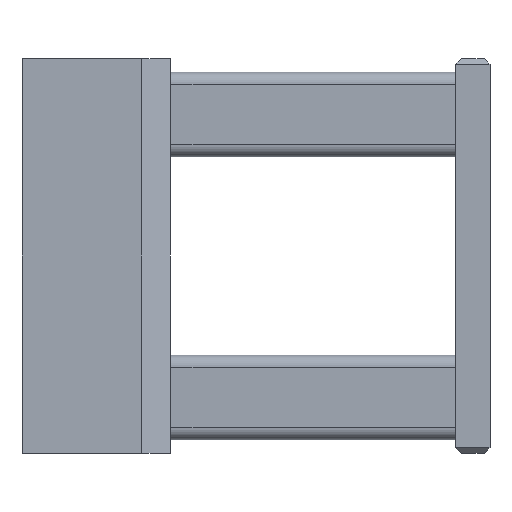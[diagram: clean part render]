
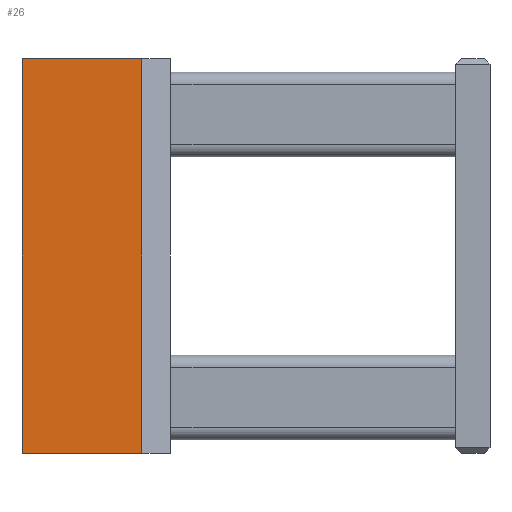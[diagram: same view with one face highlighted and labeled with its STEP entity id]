
A CAD part, front view. The second image highlights one B-rep face of the part: STEP entity #26.
In plain terms, the highlighted planar face has unit normal (0, -1, 0).
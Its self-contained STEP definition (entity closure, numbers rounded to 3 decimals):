
#6 = CARTESIAN_POINT ( 'NONE',  ( 0., 0., 34.6 ) ) ;
#26 = ADVANCED_FACE ( 'NONE', ( #974 ), #996, .F. ) ;
#28 = VERTEX_POINT ( 'NONE', #2157 ) ;
#127 = CARTESIAN_POINT ( 'NONE',  ( 0., 0., 34.6 ) ) ;
#216 = LINE ( 'NONE', #6, #2479 ) ;
#316 = CARTESIAN_POINT ( 'NONE',  ( 10.5, 0., -3.361 ) ) ;
#323 = EDGE_CURVE ( 'NONE', #28, #1321, #2354, .T. ) ;
#327 = VECTOR ( 'NONE', #1569, 1000. ) ;
#530 = DIRECTION ( 'NONE',  ( 0., 0., 1. ) ) ;
#599 = VECTOR ( 'NONE', #530, 1000. ) ;
#657 = CARTESIAN_POINT ( 'NONE',  ( 10.5, 0., 34.6 ) ) ;
#974 = FACE_OUTER_BOUND ( 'NONE', #2779, .T. ) ;
#996 = PLANE ( 'NONE',  #2604 ) ;
#1172 = EDGE_CURVE ( 'NONE', #2380, #1321, #2784, .T. ) ;
#1184 = DIRECTION ( 'NONE',  ( 0., 1., 0. ) ) ;
#1321 = VERTEX_POINT ( 'NONE', #657 ) ;
#1540 = ORIENTED_EDGE ( 'NONE', *, *, #2689, .T. ) ;
#1569 = DIRECTION ( 'NONE',  ( 1., 0., 0. ) ) ;
#1809 = CARTESIAN_POINT ( 'NONE',  ( 0., 0., 0. ) ) ;
#1905 = CARTESIAN_POINT ( 'NONE',  ( 0., 0., 0. ) ) ;
#1921 = DIRECTION ( 'NONE',  ( 0., 0., -1. ) ) ;
#2054 = LINE ( 'NONE', #1809, #2114 ) ;
#2069 = ORIENTED_EDGE ( 'NONE', *, *, #1172, .T. ) ;
#2114 = VECTOR ( 'NONE', #2505, 1000. ) ;
#2157 = CARTESIAN_POINT ( 'NONE',  ( 0., 0., 34.6 ) ) ;
#2256 = ORIENTED_EDGE ( 'NONE', *, *, #2401, .T. ) ;
#2354 = LINE ( 'NONE', #127, #327 ) ;
#2380 = VERTEX_POINT ( 'NONE', #3046 ) ;
#2401 = EDGE_CURVE ( 'NONE', #2534, #2380, #2054, .T. ) ;
#2436 = CARTESIAN_POINT ( 'NONE',  ( 0., 0., 34.6 ) ) ;
#2479 = VECTOR ( 'NONE', #1921, 1000. ) ;
#2505 = DIRECTION ( 'NONE',  ( 1., 0., 0. ) ) ;
#2534 = VERTEX_POINT ( 'NONE', #1905 ) ;
#2604 = AXIS2_PLACEMENT_3D ( 'NONE', #2436, #1184, #3172 ) ;
#2689 = EDGE_CURVE ( 'NONE', #28, #2534, #216, .T. ) ;
#2701 = ORIENTED_EDGE ( 'NONE', *, *, #323, .F. ) ;
#2779 = EDGE_LOOP ( 'NONE', ( #2256, #2069, #2701, #1540 ) ) ;
#2784 = LINE ( 'NONE', #316, #599 ) ;
#3046 = CARTESIAN_POINT ( 'NONE',  ( 10.5, 0., 0. ) ) ;
#3172 = DIRECTION ( 'NONE',  ( 0., 0., 1. ) ) ;
